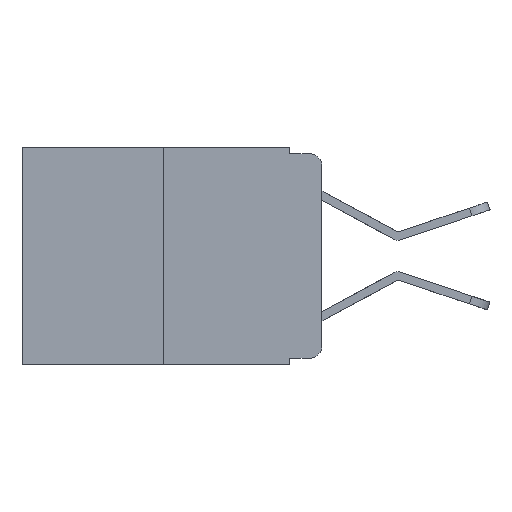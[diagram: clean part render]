
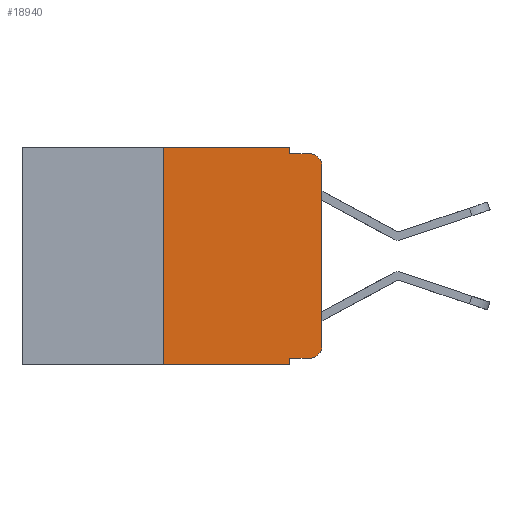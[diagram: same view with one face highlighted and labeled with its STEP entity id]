
A CAD part, left-side view. The second image highlights one B-rep face of the part: STEP entity #18940.
In plain terms, the highlighted planar face has unit normal (-1, 0, 0).
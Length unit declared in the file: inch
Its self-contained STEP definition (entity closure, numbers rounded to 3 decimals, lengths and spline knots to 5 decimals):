
#102 = VERTEX_POINT ( 'NONE', #16816 ) ;
#290 = ORIENTED_EDGE ( 'NONE', *, *, #14343, .F. ) ;
#332 = ORIENTED_EDGE ( 'NONE', *, *, #12443, .F. ) ;
#361 = CARTESIAN_POINT ( 'NONE',  ( 0., 0.051, -0.333 ) ) ;
#616 = ORIENTED_EDGE ( 'NONE', *, *, #8586, .F. ) ;
#1343 = DIRECTION ( 'NONE',  ( 0., -1., 0. ) ) ;
#1568 = CARTESIAN_POINT ( 'NONE',  ( 0., 0.051, -0.01 ) ) ;
#2318 = CARTESIAN_POINT ( 'NONE',  ( 0., 0., -0.03 ) ) ;
#2363 = VECTOR ( 'NONE', #3024, 39.37008 ) ;
#2764 = CARTESIAN_POINT ( 'NONE',  ( 0., 0.473, 0. ) ) ;
#3024 = DIRECTION ( 'NONE',  ( 0., 0., -1. ) ) ;
#3124 = EDGE_LOOP ( 'NONE', ( #10088, #9701, #3432, #10684, #616, #290, #11282, #332, #7433, #4852 ) ) ;
#3343 = VERTEX_POINT ( 'NONE', #3802 ) ;
#3386 = VECTOR ( 'NONE', #5236, 39.37008 ) ;
#3408 = DIRECTION ( 'NONE',  ( 0., -1., 0. ) ) ;
#3432 = ORIENTED_EDGE ( 'NONE', *, *, #17186, .F. ) ;
#3802 = CARTESIAN_POINT ( 'NONE',  ( 0., 0.051, -0.343 ) ) ;
#3814 = VERTEX_POINT ( 'NONE', #18352 ) ;
#3843 = VERTEX_POINT ( 'NONE', #6643 ) ;
#4356 = DIRECTION ( 'NONE',  ( 1., 0., 0. ) ) ;
#4533 = CARTESIAN_POINT ( 'NONE',  ( 0., 0.051, -0.01 ) ) ;
#4826 = FACE_OUTER_BOUND ( 'NONE', #3124, .T. ) ;
#4852 = ORIENTED_EDGE ( 'NONE', *, *, #6994, .T. ) ;
#5236 = DIRECTION ( 'NONE',  ( 0., 0., -1. ) ) ;
#5280 = DIRECTION ( 'NONE',  ( -1., 0., 0. ) ) ;
#5351 = VERTEX_POINT ( 'NONE', #10941 ) ;
#5571 = VERTEX_POINT ( 'NONE', #2318 ) ;
#5597 = VECTOR ( 'NONE', #1343, 39.37008 ) ;
#5857 = DIRECTION ( 'NONE',  ( 0., 0., 1. ) ) ;
#5862 = VECTOR ( 'NONE', #5857, 39.37008 ) ;
#6251 = VECTOR ( 'NONE', #17198, 39.37008 ) ;
#6467 = VECTOR ( 'NONE', #12358, 39.37008 ) ;
#6517 = LINE ( 'NONE', #14705, #2363 ) ;
#6643 = CARTESIAN_POINT ( 'NONE',  ( 0., 0.051, -0.333 ) ) ;
#6992 = LINE ( 'NONE', #15342, #3386 ) ;
#6994 = EDGE_CURVE ( 'NONE', #13253, #17675, #16906, .T. ) ;
#7129 = VERTEX_POINT ( 'NONE', #11838 ) ;
#7158 = DIRECTION ( 'NONE',  ( -1., 0., 0. ) ) ;
#7410 = LINE ( 'NONE', #9428, #14594 ) ;
#7433 = ORIENTED_EDGE ( 'NONE', *, *, #15033, .T. ) ;
#8586 = EDGE_CURVE ( 'NONE', #7129, #102, #9873, .T. ) ;
#8729 = CARTESIAN_POINT ( 'NONE',  ( 0., 0., -0.313 ) ) ;
#8802 = AXIS2_PLACEMENT_3D ( 'NONE', #2764, #4356, #14533 ) ;
#9074 = VERTEX_POINT ( 'NONE', #1568 ) ;
#9428 = CARTESIAN_POINT ( 'NONE',  ( 0., 0.473, -0.343 ) ) ;
#9550 = DIRECTION ( 'NONE',  ( 0., -1., 0. ) ) ;
#9701 = ORIENTED_EDGE ( 'NONE', *, *, #13027, .T. ) ;
#9771 = LINE ( 'NONE', #15895, #5862 ) ;
#9873 = LINE ( 'NONE', #10932, #6467 ) ;
#10071 = CARTESIAN_POINT ( 'NONE',  ( 0., 0.25, 0. ) ) ;
#10088 = ORIENTED_EDGE ( 'NONE', *, *, #11141, .T. ) ;
#10684 = ORIENTED_EDGE ( 'NONE', *, *, #19059, .F. ) ;
#10932 = CARTESIAN_POINT ( 'NONE',  ( 0., 0.473, 0. ) ) ;
#10941 = CARTESIAN_POINT ( 'NONE',  ( 0., 0.02, -0.01 ) ) ;
#10950 = LINE ( 'NONE', #361, #18469 ) ;
#11011 = AXIS2_PLACEMENT_3D ( 'NONE', #15737, #7158, #17177 ) ;
#11141 = EDGE_CURVE ( 'NONE', #17675, #5571, #9771, .T. ) ;
#11282 = ORIENTED_EDGE ( 'NONE', *, *, #17994, .T. ) ;
#11646 = CARTESIAN_POINT ( 'NONE',  ( 0., 0.02, -0.333 ) ) ;
#11658 = PLANE ( 'NONE',  #8802 ) ;
#11838 = CARTESIAN_POINT ( 'NONE',  ( 0., 0.25, 0. ) ) ;
#12358 = DIRECTION ( 'NONE',  ( 0., -1., 0. ) ) ;
#12443 = EDGE_CURVE ( 'NONE', #3843, #3343, #6992, .T. ) ;
#13027 = EDGE_CURVE ( 'NONE', #5571, #5351, #18143, .T. ) ;
#13253 = VERTEX_POINT ( 'NONE', #11646 ) ;
#13387 = AXIS2_PLACEMENT_3D ( 'NONE', #13982, #5280, #15380 ) ;
#13901 = LINE ( 'NONE', #10071, #6251 ) ;
#13982 = CARTESIAN_POINT ( 'NONE',  ( 0., 0.02, -0.03 ) ) ;
#14199 = LINE ( 'NONE', #4533, #5597 ) ;
#14343 = EDGE_CURVE ( 'NONE', #3814, #7129, #13901, .T. ) ;
#14533 = DIRECTION ( 'NONE',  ( 0., 0., -1. ) ) ;
#14594 = VECTOR ( 'NONE', #3408, 39.37008 ) ;
#14705 = CARTESIAN_POINT ( 'NONE',  ( 0., 0.051, 0. ) ) ;
#15033 = EDGE_CURVE ( 'NONE', #3843, #13253, #10950, .T. ) ;
#15342 = CARTESIAN_POINT ( 'NONE',  ( 0., 0.051, 0. ) ) ;
#15380 = DIRECTION ( 'NONE',  ( 0., 0., -1. ) ) ;
#15737 = CARTESIAN_POINT ( 'NONE',  ( 0., 0.02, -0.313 ) ) ;
#15895 = CARTESIAN_POINT ( 'NONE',  ( 0., 0., 0. ) ) ;
#16816 = CARTESIAN_POINT ( 'NONE',  ( 0., 0.051, 0. ) ) ;
#16906 = CIRCLE ( 'NONE', #11011, 0.02 ) ;
#17177 = DIRECTION ( 'NONE',  ( 0., 0., -1. ) ) ;
#17186 = EDGE_CURVE ( 'NONE', #9074, #5351, #14199, .T. ) ;
#17198 = DIRECTION ( 'NONE',  ( 0., 0., 1. ) ) ;
#17675 = VERTEX_POINT ( 'NONE', #8729 ) ;
#17994 = EDGE_CURVE ( 'NONE', #3814, #3343, #7410, .T. ) ;
#18143 = CIRCLE ( 'NONE', #13387, 0.02 ) ;
#18352 = CARTESIAN_POINT ( 'NONE',  ( 0., 0.25, -0.343 ) ) ;
#18469 = VECTOR ( 'NONE', #9550, 39.37008 ) ;
#18940 = ADVANCED_FACE ( 'NONE', ( #4826 ), #11658, .F. ) ;
#19059 = EDGE_CURVE ( 'NONE', #102, #9074, #6517, .T. ) ;
